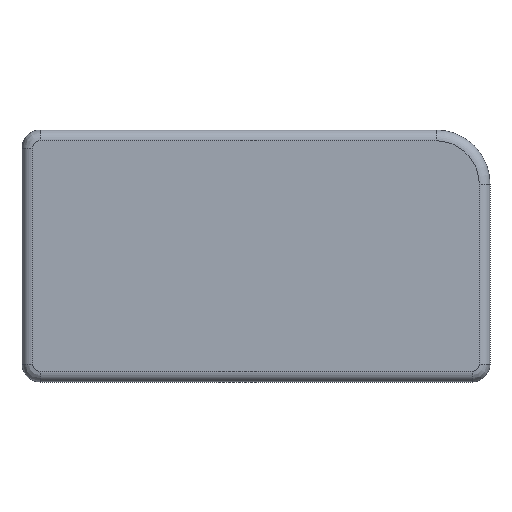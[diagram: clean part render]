
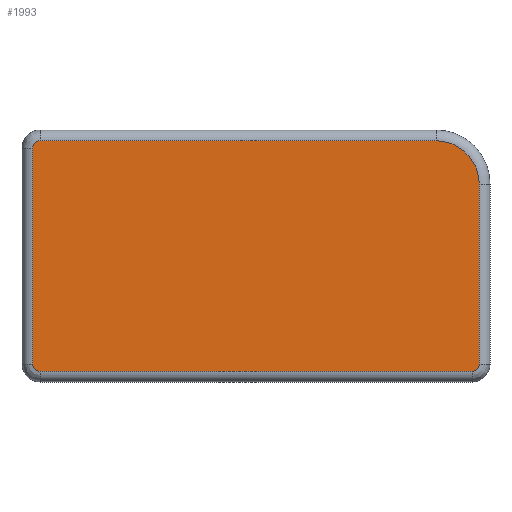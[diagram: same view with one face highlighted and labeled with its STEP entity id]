
A CAD part, front view. The second image highlights one B-rep face of the part: STEP entity #1993.
In plain terms, the highlighted planar face has unit normal (0, -1, 0).
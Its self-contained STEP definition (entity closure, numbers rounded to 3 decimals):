
#116=PLANE('',#2267);
#228=LINE('',#4328,#314);
#229=LINE('',#4332,#315);
#230=LINE('',#4336,#316);
#231=LINE('',#4340,#317);
#314=VECTOR('',#2863,10.);
#315=VECTOR('',#2868,10.);
#316=VECTOR('',#2871,10.);
#317=VECTOR('',#2874,10.);
#488=FACE_OUTER_BOUND('',#643,.T.);
#643=EDGE_LOOP('',(#1793,#1794,#1795,#1796,#1797,#1798,#1799,#1800));
#797=CIRCLE('',#2260,12.);
#800=CIRCLE('',#2268,2.);
#801=CIRCLE('',#2269,2.);
#802=CIRCLE('',#2270,2.);
#978=VERTEX_POINT('',#4309);
#980=VERTEX_POINT('',#4313);
#983=VERTEX_POINT('',#4327);
#984=VERTEX_POINT('',#4331);
#985=VERTEX_POINT('',#4333);
#986=VERTEX_POINT('',#4335);
#987=VERTEX_POINT('',#4337);
#988=VERTEX_POINT('',#4339);
#1250=EDGE_CURVE('',#980,#978,#797,.T.);
#1256=EDGE_CURVE('',#978,#983,#228,.T.);
#1258=EDGE_CURVE('',#984,#980,#229,.T.);
#1259=EDGE_CURVE('',#985,#984,#800,.T.);
#1260=EDGE_CURVE('',#986,#985,#230,.T.);
#1261=EDGE_CURVE('',#987,#986,#801,.T.);
#1262=EDGE_CURVE('',#988,#987,#231,.T.);
#1263=EDGE_CURVE('',#983,#988,#802,.T.);
#1793=ORIENTED_EDGE('',*,*,#1250,.F.);
#1794=ORIENTED_EDGE('',*,*,#1258,.F.);
#1795=ORIENTED_EDGE('',*,*,#1259,.F.);
#1796=ORIENTED_EDGE('',*,*,#1260,.F.);
#1797=ORIENTED_EDGE('',*,*,#1261,.F.);
#1798=ORIENTED_EDGE('',*,*,#1262,.F.);
#1799=ORIENTED_EDGE('',*,*,#1263,.F.);
#1800=ORIENTED_EDGE('',*,*,#1256,.F.);
#1993=ADVANCED_FACE('',(#488),#116,.F.);
#2260=AXIS2_PLACEMENT_3D('',#4315,#2847,#2848);
#2267=AXIS2_PLACEMENT_3D('',#4330,#2866,#2867);
#2268=AXIS2_PLACEMENT_3D('',#4334,#2869,#2870);
#2269=AXIS2_PLACEMENT_3D('',#4338,#2872,#2873);
#2270=AXIS2_PLACEMENT_3D('',#4341,#2875,#2876);
#2847=DIRECTION('center_axis',(0.,1.,0.));
#2848=DIRECTION('ref_axis',(0.707,0.,0.707));
#2863=DIRECTION('',(0.,0.,-1.));
#2866=DIRECTION('center_axis',(0.,1.,0.));
#2867=DIRECTION('ref_axis',(0.,0.,1.));
#2868=DIRECTION('',(1.,0.,0.));
#2869=DIRECTION('center_axis',(0.,1.,0.));
#2870=DIRECTION('ref_axis',(-0.707,0.,0.707));
#2871=DIRECTION('',(0.,0.,1.));
#2872=DIRECTION('center_axis',(0.,1.,0.));
#2873=DIRECTION('ref_axis',(-0.707,0.,-0.707));
#2874=DIRECTION('',(-1.,0.,0.));
#2875=DIRECTION('center_axis',(0.,1.,0.));
#2876=DIRECTION('ref_axis',(0.707,0.,-0.707));
#4309=CARTESIAN_POINT('',(127.,0.,55.));
#4313=CARTESIAN_POINT('',(115.,0.,67.));
#4315=CARTESIAN_POINT('Origin',(115.,0.,55.));
#4327=CARTESIAN_POINT('',(127.,0.,5.));
#4328=CARTESIAN_POINT('',(127.,0.,35.));
#4330=CARTESIAN_POINT('Origin',(65.,0.,35.));
#4331=CARTESIAN_POINT('',(5.,0.,67.));
#4332=CARTESIAN_POINT('',(65.,0.,67.));
#4333=CARTESIAN_POINT('',(3.,0.,65.));
#4334=CARTESIAN_POINT('Origin',(5.,0.,65.));
#4335=CARTESIAN_POINT('',(3.,0.,5.));
#4336=CARTESIAN_POINT('',(3.,0.,35.));
#4337=CARTESIAN_POINT('',(5.,0.,3.));
#4338=CARTESIAN_POINT('Origin',(5.,0.,5.));
#4339=CARTESIAN_POINT('',(125.,0.,3.));
#4340=CARTESIAN_POINT('',(65.,0.,3.));
#4341=CARTESIAN_POINT('Origin',(125.,0.,5.));
